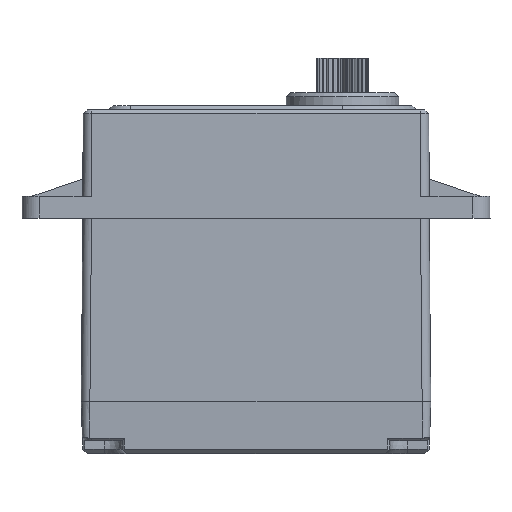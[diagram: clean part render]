
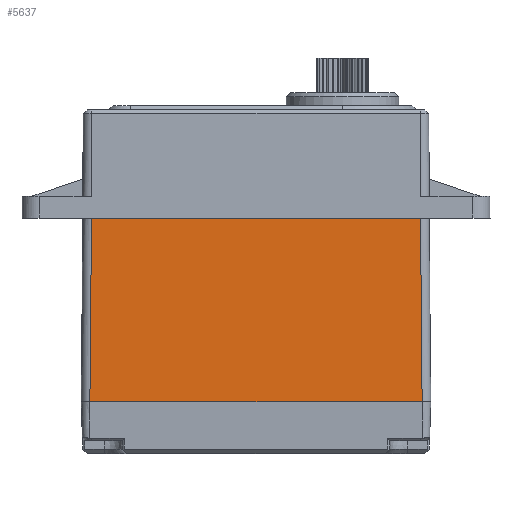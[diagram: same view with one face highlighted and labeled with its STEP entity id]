
A CAD part, front view. The second image highlights one B-rep face of the part: STEP entity #5637.
In plain terms, the highlighted planar face has unit normal (0, -1, 0.009).
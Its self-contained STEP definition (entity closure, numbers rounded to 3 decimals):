
#164 = VECTOR ( 'NONE', #19537, 1000. ) ;
#563 = EDGE_CURVE ( 'NONE', #21240, #14836, #6343, .T. ) ;
#1003 = CARTESIAN_POINT ( 'NONE',  ( 0.815, -0.185, -22.6 ) ) ;
#1142 = ORIENTED_EDGE ( 'NONE', *, *, #9592, .F. ) ;
#1251 = CARTESIAN_POINT ( 'NONE',  ( 1., 0., -1.4 ) ) ;
#1495 = ORIENTED_EDGE ( 'NONE', *, *, #563, .T. ) ;
#2978 = CARTESIAN_POINT ( 'NONE',  ( 39.185, -0.185, -22.6 ) ) ;
#3462 = VERTEX_POINT ( 'NONE', #16153 ) ;
#3912 = AXIS2_PLACEMENT_3D ( 'NONE', #12065, #17174, #8698 ) ;
#3933 = CARTESIAN_POINT ( 'NONE',  ( 38.997, 0.003, -1.068 ) ) ;
#5245 = PLANE ( 'NONE',  #3912 ) ;
#5617 = DIRECTION ( 'NONE',  ( -0.009, 0.009, 1. ) ) ;
#5637 = ADVANCED_FACE ( 'NONE', ( #20536 ), #5245, .T. ) ;
#6343 = LINE ( 'NONE', #17946, #164 ) ;
#7388 = EDGE_LOOP ( 'NONE', ( #1142, #1495, #13898, #16042 ) ) ;
#8456 = CARTESIAN_POINT ( 'NONE',  ( 39., -0.185, -22.6 ) ) ;
#8698 = DIRECTION ( 'NONE',  ( -1., 0., 0. ) ) ;
#8909 = EDGE_CURVE ( 'NONE', #16974, #3462, #12644, .T. ) ;
#9592 = EDGE_CURVE ( 'NONE', #21240, #3462, #20812, .T. ) ;
#12065 = CARTESIAN_POINT ( 'NONE',  ( 1., 0., -1.4 ) ) ;
#12553 = DIRECTION ( 'NONE',  ( 1., 0., 0. ) ) ;
#12644 = LINE ( 'NONE', #3933, #21125 ) ;
#13898 = ORIENTED_EDGE ( 'NONE', *, *, #15009, .T. ) ;
#14836 = VERTEX_POINT ( 'NONE', #1003 ) ;
#15009 = EDGE_CURVE ( 'NONE', #14836, #16974, #20182, .T. ) ;
#16042 = ORIENTED_EDGE ( 'NONE', *, *, #8909, .T. ) ;
#16153 = CARTESIAN_POINT ( 'NONE',  ( 39., 0., -1.4 ) ) ;
#16259 = VECTOR ( 'NONE', #18395, 1000. ) ;
#16974 = VERTEX_POINT ( 'NONE', #2978 ) ;
#17174 = DIRECTION ( 'NONE',  ( 0., -1., 0.009 ) ) ;
#17946 = CARTESIAN_POINT ( 'NONE',  ( 1., 0., -1.4 ) ) ;
#18395 = DIRECTION ( 'NONE',  ( 1., 0., 0. ) ) ;
#19537 = DIRECTION ( 'NONE',  ( -0.009, -0.009, -1. ) ) ;
#20182 = LINE ( 'NONE', #8456, #16259 ) ;
#20536 = FACE_OUTER_BOUND ( 'NONE', #7388, .T. ) ;
#20812 = LINE ( 'NONE', #21026, #21149 ) ;
#21026 = CARTESIAN_POINT ( 'NONE',  ( 1., 0., -1.4 ) ) ;
#21125 = VECTOR ( 'NONE', #5617, 1000. ) ;
#21149 = VECTOR ( 'NONE', #12553, 1000. ) ;
#21240 = VERTEX_POINT ( 'NONE', #1251 ) ;
